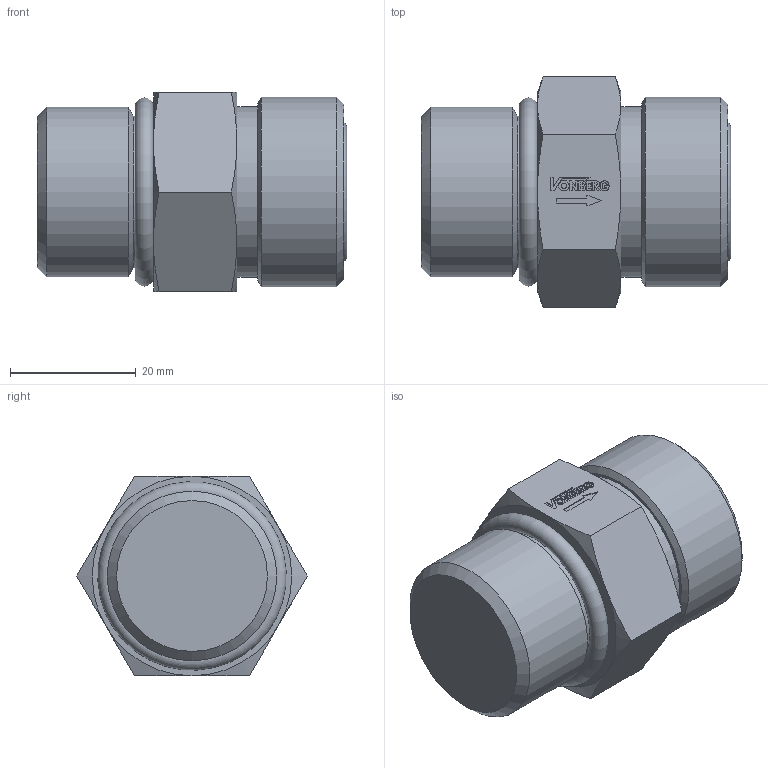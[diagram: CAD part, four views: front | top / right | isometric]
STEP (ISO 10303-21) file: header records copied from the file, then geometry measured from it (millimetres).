
FILE_DESCRIPTION((''),'2;1');
FILE_NAME('1912K.stp','2015-01-02T11:10:22',('jml'),(''),'Autodesk Inventor 2010','Autodesk Inventor 2010','');
FILE_SCHEMA(('AUTOMOTIVE_DESIGN { 1 0 10303 214 1 1 1 1 }'));
Length unit declared in the file: inch
Products named in the file (4): 1912K; 221044; 018 O-RING; 912 O-RING
Assembly tree (3 placements, depth 2):
  1912K
    221044
    018 O-RING
    912 O-RING
Bounding box: 49.23 x 36.66 x 31.75 mm (x, y, z)
Volume: 33752 mm3; surface area: 7853.8 mm2
Topology: 3 solids, 3 shells, 135 faces, 326 edges, 211 vertices
Faces by surface type: plane 96, cylinder 21, cone 16, torus 2
Full cylindrical faces by diameter (mm): 0.87 x1, 17.704 x1, 22.276 x1, 24.054 x1, 26.975 x1, 27.178 x1, 30.15 x1
Entity records: 3969 total; most frequent: CARTESIAN_POINT 716, DIRECTION 636, ORIENTED_EDGE 630, EDGE_CURVE 315, VECTOR 230, LINE 230, VERTEX_POINT 211, AXIS2_PLACEMENT_3D 203
